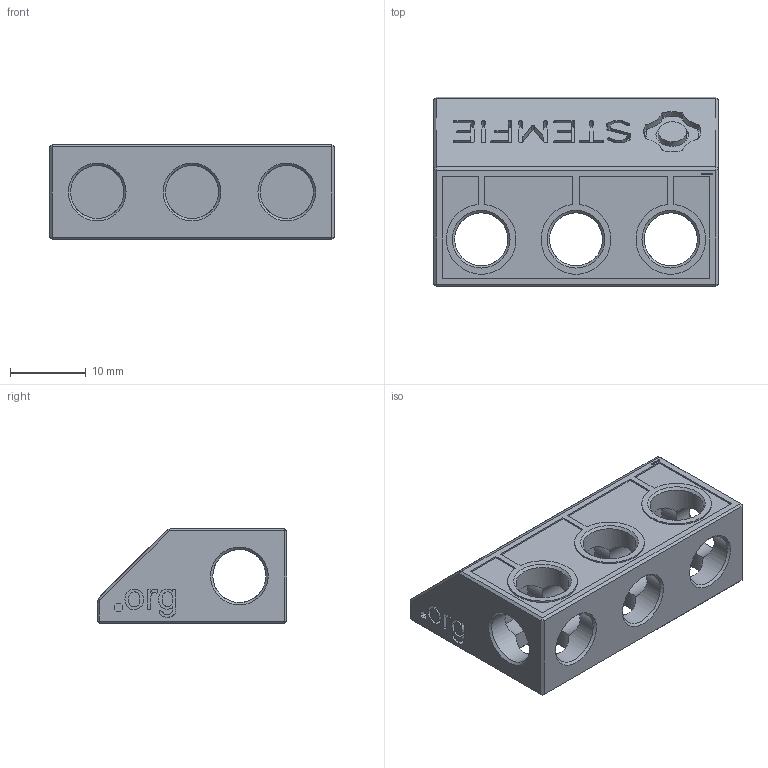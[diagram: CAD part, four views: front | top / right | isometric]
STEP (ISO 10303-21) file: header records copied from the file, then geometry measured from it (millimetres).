
FILE_DESCRIPTION(('FreeCAD Model'),'2;1');
FILE_NAME('Open CASCADE Shape Model','2023-11-10T15:16:22',(''),(''), 'Open CASCADE STEP processor 7.6','FreeCAD','Unknown');
FILE_SCHEMA(('AUTOMOTIVE_DESIGN { 1 0 10303 214 1 1 1 1 }'));
Products named in the file (1): Sign URL SLTD LAY BU03x02x01x03 - SPN-SGN-0002 (stemfie.org)
Bounding box: 37.5 x 25 x 12.5 mm (x, y, z)
Volume: 6568.7 mm3; surface area: 4907.5 mm2
Topology: 1 solids, 1 shells, 615 faces, 1693 edges, 1114 vertices
Faces by surface type: bspline 322, plane 237, cylinder 45, cone 11
Full cylindrical faces by diameter (mm): 7 x16
Entity records: 53233 total; most frequent: CARTESIAN_POINT 24000, DIRECTION 3696, ORIENTED_EDGE 3386, PCURVE 3386, DEFINITIONAL_REPRESENTATION 3386, LINE 2821, VECTOR 2821, B_SPLINE_CURVE_WITH_KNOTS 2048
